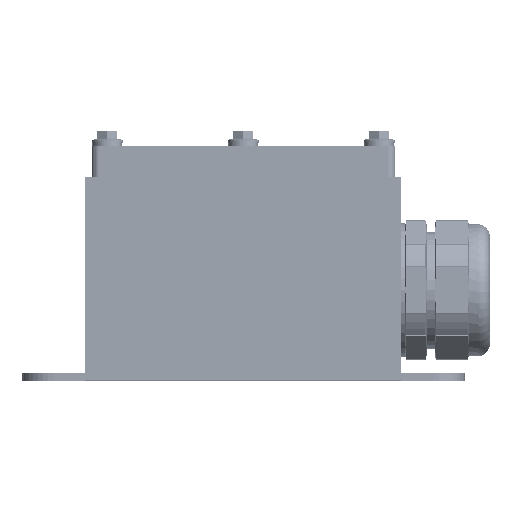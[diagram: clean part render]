
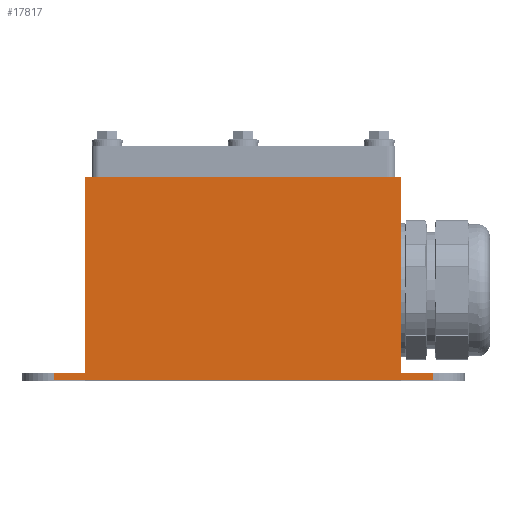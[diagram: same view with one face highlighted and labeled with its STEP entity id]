
A CAD part, top view. The second image highlights one B-rep face of the part: STEP entity #17817.
In plain terms, the highlighted face is planar.
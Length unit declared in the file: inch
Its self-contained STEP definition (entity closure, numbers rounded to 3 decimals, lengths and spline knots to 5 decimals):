
#48 = VERTEX_POINT ( 'NONE', #87691 ) ;
#578 = ORIENTED_EDGE ( 'NONE', *, *, #49314, .F. ) ;
#2189 = LINE ( 'NONE', #12259, #95277 ) ;
#6523 = CARTESIAN_POINT ( 'NONE',  ( 7.25, 0.105, 2.5 ) ) ;
#6767 = DIRECTION ( 'NONE',  ( 0., -1., 0. ) ) ;
#7035 = LINE ( 'NONE', #6523, #55311 ) ;
#7250 = CARTESIAN_POINT ( 'NONE',  ( 7.25, 0.105, -2.5 ) ) ;
#7531 = VECTOR ( 'NONE', #18766, 39.37008 ) ;
#11826 = VERTEX_POINT ( 'NONE', #77494 ) ;
#12259 = CARTESIAN_POINT ( 'NONE',  ( 7.25, 1.51921, 3. ) ) ;
#12467 = CARTESIAN_POINT ( 'NONE',  ( 7.25, 3.2, 2.5 ) ) ;
#14732 = CARTESIAN_POINT ( 'NONE',  ( 7.25, 3.2, -2.5 ) ) ;
#17817 = ADVANCED_FACE ( 'NONE', ( #53829 ), #21871, .F. ) ;
#18766 = DIRECTION ( 'NONE',  ( 0., 0., -1. ) ) ;
#19680 = ORIENTED_EDGE ( 'NONE', *, *, #48466, .T. ) ;
#21336 = LINE ( 'NONE', #76148, #28916 ) ;
#21871 = PLANE ( 'NONE',  #48137 ) ;
#22214 = EDGE_CURVE ( 'NONE', #96096, #60261, #61672, .T. ) ;
#23011 = VERTEX_POINT ( 'NONE', #79865 ) ;
#23696 = LINE ( 'NONE', #41302, #79414 ) ;
#24489 = CARTESIAN_POINT ( 'NONE',  ( 7.25, 0., 3. ) ) ;
#24569 = DIRECTION ( 'NONE',  ( 0., 0., 1. ) ) ;
#24794 = CARTESIAN_POINT ( 'NONE',  ( 7.25, 0., -3. ) ) ;
#28916 = VECTOR ( 'NONE', #78230, 39.37008 ) ;
#28949 = EDGE_CURVE ( 'NONE', #87857, #11826, #7035, .T. ) ;
#31796 = VERTEX_POINT ( 'NONE', #7250 ) ;
#32223 = DIRECTION ( 'NONE',  ( 0., 0., 1. ) ) ;
#34748 = LINE ( 'NONE', #50699, #7531 ) ;
#37541 = VECTOR ( 'NONE', #94135, 39.37008 ) ;
#39419 = DIRECTION ( 'NONE',  ( -1., 0., 0. ) ) ;
#41302 = CARTESIAN_POINT ( 'NONE',  ( 7.25, 0.105, -2.5 ) ) ;
#42454 = EDGE_CURVE ( 'NONE', #11826, #71398, #2189, .T. ) ;
#43704 = DIRECTION ( 'NONE',  ( 0., -1., 0. ) ) ;
#44952 = DIRECTION ( 'NONE',  ( 0., -1., 0. ) ) ;
#47758 = EDGE_LOOP ( 'NONE', ( #19680, #57247, #94567, #578, #68517, #80303, #83516, #104777 ) ) ;
#48137 = AXIS2_PLACEMENT_3D ( 'NONE', #79301, #39419, #54344 ) ;
#48466 = EDGE_CURVE ( 'NONE', #71398, #60261, #34748, .T. ) ;
#49314 = EDGE_CURVE ( 'NONE', #23011, #31796, #70581, .T. ) ;
#50699 = CARTESIAN_POINT ( 'NONE',  ( 7.25, 0., -2.5 ) ) ;
#53829 = FACE_OUTER_BOUND ( 'NONE', #47758, .T. ) ;
#54344 = DIRECTION ( 'NONE',  ( 0., 0., 1. ) ) ;
#55311 = VECTOR ( 'NONE', #24569, 39.37008 ) ;
#55472 = VECTOR ( 'NONE', #44952, 39.37008 ) ;
#57247 = ORIENTED_EDGE ( 'NONE', *, *, #22214, .F. ) ;
#59788 = LINE ( 'NONE', #12467, #55472 ) ;
#60261 = VERTEX_POINT ( 'NONE', #24794 ) ;
#61672 = LINE ( 'NONE', #93608, #37541 ) ;
#66708 = EDGE_CURVE ( 'NONE', #96096, #31796, #23696, .T. ) ;
#68517 = ORIENTED_EDGE ( 'NONE', *, *, #101368, .F. ) ;
#69354 = CARTESIAN_POINT ( 'NONE',  ( 7.25, 0.105, -3. ) ) ;
#70581 = LINE ( 'NONE', #14732, #77294 ) ;
#71398 = VERTEX_POINT ( 'NONE', #24489 ) ;
#76148 = CARTESIAN_POINT ( 'NONE',  ( 7.25, 3.2, -2.5 ) ) ;
#77294 = VECTOR ( 'NONE', #6767, 39.37008 ) ;
#77494 = CARTESIAN_POINT ( 'NONE',  ( 7.25, 0.105, 3. ) ) ;
#78230 = DIRECTION ( 'NONE',  ( 0., 0., -1. ) ) ;
#79301 = CARTESIAN_POINT ( 'NONE',  ( 7.25, 3.2, -2.5 ) ) ;
#79414 = VECTOR ( 'NONE', #32223, 39.37008 ) ;
#79865 = CARTESIAN_POINT ( 'NONE',  ( 7.25, 3.2, -2.5 ) ) ;
#80303 = ORIENTED_EDGE ( 'NONE', *, *, #80871, .T. ) ;
#80871 = EDGE_CURVE ( 'NONE', #48, #87857, #59788, .T. ) ;
#83516 = ORIENTED_EDGE ( 'NONE', *, *, #28949, .T. ) ;
#87691 = CARTESIAN_POINT ( 'NONE',  ( 7.25, 3.2, 2.5 ) ) ;
#87857 = VERTEX_POINT ( 'NONE', #104887 ) ;
#93608 = CARTESIAN_POINT ( 'NONE',  ( 7.25, 1.51921, -3. ) ) ;
#94135 = DIRECTION ( 'NONE',  ( 0., -1., 0. ) ) ;
#94567 = ORIENTED_EDGE ( 'NONE', *, *, #66708, .T. ) ;
#95277 = VECTOR ( 'NONE', #43704, 39.37008 ) ;
#96096 = VERTEX_POINT ( 'NONE', #69354 ) ;
#101368 = EDGE_CURVE ( 'NONE', #48, #23011, #21336, .T. ) ;
#104777 = ORIENTED_EDGE ( 'NONE', *, *, #42454, .T. ) ;
#104887 = CARTESIAN_POINT ( 'NONE',  ( 7.25, 0.105, 2.5 ) ) ;
